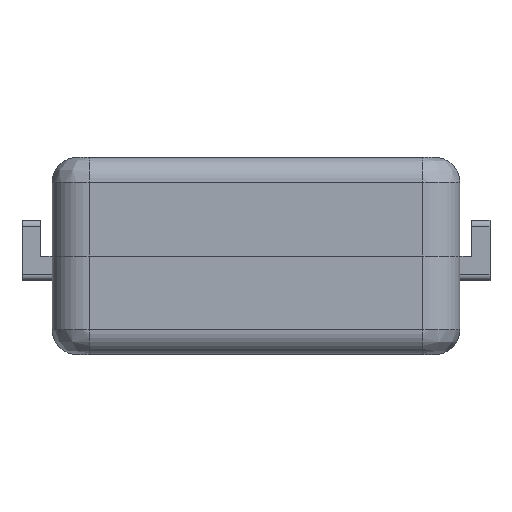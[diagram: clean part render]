
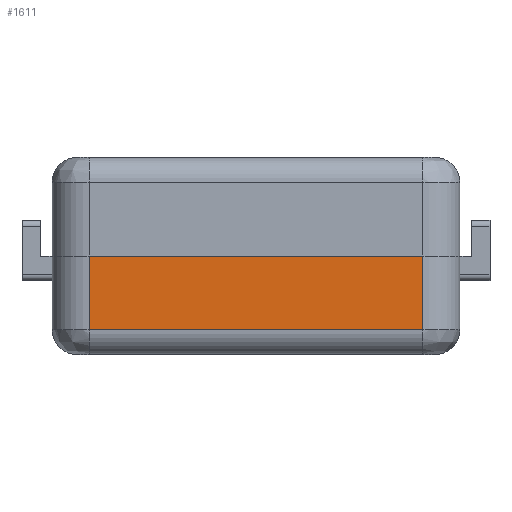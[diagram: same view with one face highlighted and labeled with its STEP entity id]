
A CAD part, front view. The second image highlights one B-rep face of the part: STEP entity #1611.
In plain terms, the highlighted planar face has unit normal (0, -1, 0).
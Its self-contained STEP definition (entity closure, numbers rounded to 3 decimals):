
#1611 = ADVANCED_FACE( '', ( #3885 ), #3886, .F. );
#3885 = FACE_OUTER_BOUND( '', #6912, .T. );
#3886 = PLANE( '', #6913 );
#6912 = EDGE_LOOP( '', ( #11973, #11974, #11975, #11976 ) );
#6913 = AXIS2_PLACEMENT_3D( '', #11977, #11978, #11979 );
#11973 = ORIENTED_EDGE( '', *, *, #20395, .F. );
#11974 = ORIENTED_EDGE( '', *, *, #19630, .T. );
#11975 = ORIENTED_EDGE( '', *, *, #20396, .T. );
#11976 = ORIENTED_EDGE( '', *, *, #20397, .T. );
#11977 = CARTESIAN_POINT( '', ( -16.55, -35.65, 8. ) );
#11978 = DIRECTION( '', ( 0., 1., 0. ) );
#11979 = DIRECTION( '', ( 0., 0., 1. ) );
#19630 = EDGE_CURVE( '', #23877, #23879, #23881, .T. );
#20395 = EDGE_CURVE( '', #23877, #25156, #25157, .T. );
#20396 = EDGE_CURVE( '', #23879, #25158, #25159, .T. );
#20397 = EDGE_CURVE( '', #25158, #25156, #25160, .F. );
#23877 = VERTEX_POINT( '', #30113 );
#23879 = VERTEX_POINT( '', #30115 );
#23881 = LINE( '', #30117, #30118 );
#25156 = VERTEX_POINT( '', #32310 );
#25157 = LINE( '', #32311, #32312 );
#25158 = VERTEX_POINT( '', #32313 );
#25159 = LINE( '', #32314, #32315 );
#25160 = LINE( '', #32316, #32317 );
#30113 = CARTESIAN_POINT( '', ( -13.55, -35.65, 8. ) );
#30115 = CARTESIAN_POINT( '', ( -13.55, -35.65, 2. ) );
#30117 = CARTESIAN_POINT( '', ( -13.55, -35.65, 8. ) );
#30118 = VECTOR( '', #37487, 1000. );
#32310 = CARTESIAN_POINT( '', ( 13.55, -35.65, 8. ) );
#32311 = CARTESIAN_POINT( '', ( -16.55, -35.65, 8. ) );
#32312 = VECTOR( '', #38131, 1000. );
#32313 = CARTESIAN_POINT( '', ( 13.55, -35.65, 2. ) );
#32314 = CARTESIAN_POINT( '', ( -16.55, -35.65, 2. ) );
#32315 = VECTOR( '', #38132, 1000. );
#32316 = CARTESIAN_POINT( '', ( 13.55, -35.65, 8. ) );
#32317 = VECTOR( '', #38133, 1000. );
#37487 = DIRECTION( '', ( 0., 0., -1. ) );
#38131 = DIRECTION( '', ( 1., 0., 0. ) );
#38132 = DIRECTION( '', ( 1., 0., 0. ) );
#38133 = DIRECTION( '', ( 0., 0., -1. ) );
